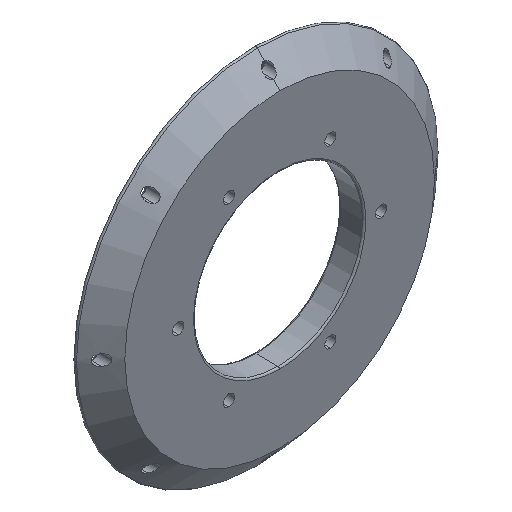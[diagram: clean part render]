
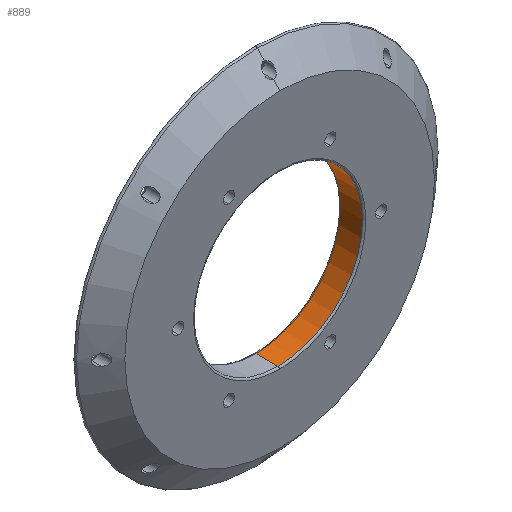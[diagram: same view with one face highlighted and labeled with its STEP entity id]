
A CAD part, isometric view. The second image highlights one B-rep face of the part: STEP entity #889.
In plain terms, the highlighted cylindrical face has radius 50 mm (diameter 100 mm), a partial arc.
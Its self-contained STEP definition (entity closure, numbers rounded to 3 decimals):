
#60 = VECTOR ( 'NONE', #1960, 1000. ) ;
#104 = VERTEX_POINT ( 'NONE', #887 ) ;
#403 = ORIENTED_EDGE ( 'NONE', *, *, #2334, .T. ) ;
#411 = DIRECTION ( 'NONE',  ( 0., 0., -1. ) ) ;
#435 = DIRECTION ( 'NONE',  ( 0., 0., -1. ) ) ;
#608 = VERTEX_POINT ( 'NONE', #1686 ) ;
#617 = DIRECTION ( 'NONE',  ( 0., -1., 0. ) ) ;
#618 = CYLINDRICAL_SURFACE ( 'NONE', #1885, 50. ) ;
#733 = LINE ( 'NONE', #917, #60 ) ;
#816 = FACE_OUTER_BOUND ( 'NONE', #1372, .T. ) ;
#887 = CARTESIAN_POINT ( 'NONE',  ( 0., 14., -50. ) ) ;
#889 = ADVANCED_FACE ( 'NONE', ( #816 ), #618, .F. ) ;
#917 = CARTESIAN_POINT ( 'NONE',  ( 0., 0., -50. ) ) ;
#934 = ORIENTED_EDGE ( 'NONE', *, *, #2272, .T. ) ;
#962 = VERTEX_POINT ( 'NONE', #1404 ) ;
#985 = VECTOR ( 'NONE', #2343, 1000. ) ;
#1001 = CIRCLE ( 'NONE', #2469, 50. ) ;
#1372 = EDGE_LOOP ( 'NONE', ( #1777, #934, #1541, #403 ) ) ;
#1391 = CARTESIAN_POINT ( 'NONE',  ( 0., 1., -50. ) ) ;
#1404 = CARTESIAN_POINT ( 'NONE',  ( 0., 14., 50. ) ) ;
#1541 = ORIENTED_EDGE ( 'NONE', *, *, #2094, .T. ) ;
#1592 = CARTESIAN_POINT ( 'NONE',  ( 0., 1., 0. ) ) ;
#1593 = CARTESIAN_POINT ( 'NONE',  ( 0., 0., 0. ) ) ;
#1636 = AXIS2_PLACEMENT_3D ( 'NONE', #1592, #617, #435 ) ;
#1686 = CARTESIAN_POINT ( 'NONE',  ( 0., 1., 50. ) ) ;
#1759 = LINE ( 'NONE', #2354, #985 ) ;
#1777 = ORIENTED_EDGE ( 'NONE', *, *, #1965, .F. ) ;
#1798 = DIRECTION ( 'NONE',  ( 0., -1., 0. ) ) ;
#1838 = DIRECTION ( 'NONE',  ( 0., 0., 1. ) ) ;
#1885 = AXIS2_PLACEMENT_3D ( 'NONE', #1593, #1798, #411 ) ;
#1888 = CIRCLE ( 'NONE', #1636, 50. ) ;
#1960 = DIRECTION ( 'NONE',  ( 0., -1., 0. ) ) ;
#1965 = EDGE_CURVE ( 'NONE', #962, #608, #1759, .T. ) ;
#2094 = EDGE_CURVE ( 'NONE', #104, #2296, #733, .T. ) ;
#2223 = DIRECTION ( 'NONE',  ( 0., 1., 0. ) ) ;
#2272 = EDGE_CURVE ( 'NONE', #962, #104, #1001, .T. ) ;
#2296 = VERTEX_POINT ( 'NONE', #1391 ) ;
#2334 = EDGE_CURVE ( 'NONE', #2296, #608, #1888, .T. ) ;
#2343 = DIRECTION ( 'NONE',  ( 0., -1., 0. ) ) ;
#2354 = CARTESIAN_POINT ( 'NONE',  ( 0., 0., 50. ) ) ;
#2469 = AXIS2_PLACEMENT_3D ( 'NONE', #2601, #2223, #1838 ) ;
#2601 = CARTESIAN_POINT ( 'NONE',  ( 0., 14., 0. ) ) ;
